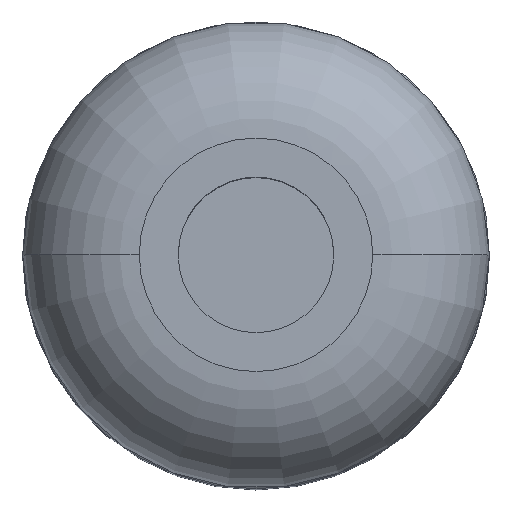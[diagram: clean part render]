
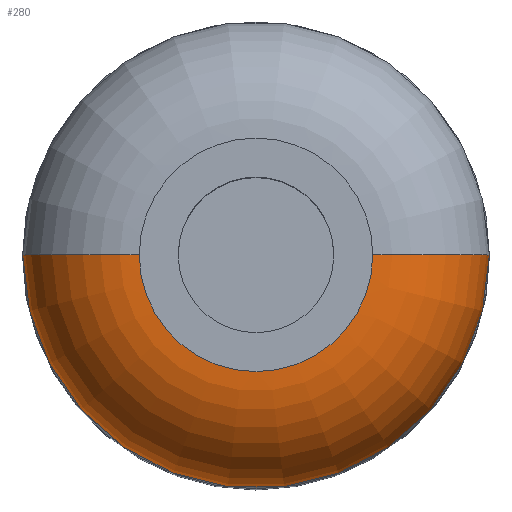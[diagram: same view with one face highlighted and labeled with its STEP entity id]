
A CAD part, top view. The second image highlights one B-rep face of the part: STEP entity #280.
In plain terms, the highlighted toroidal (fillet/blend) face has major radius 3 mm and minor radius 3 mm.
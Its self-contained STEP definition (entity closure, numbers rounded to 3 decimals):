
#12 = CARTESIAN_POINT ( 'NONE',  ( 0., 0., 24. ) ) ;
#24 = CIRCLE ( 'NONE', #297, 4.713 ) ;
#26 = DIRECTION ( 'NONE',  ( 0., 0., 1. ) ) ;
#36 = EDGE_CURVE ( 'NONE', #355, #397, #24, .T. ) ;
#44 = DIRECTION ( 'NONE',  ( 0., -1., 0. ) ) ;
#48 = AXIS2_PLACEMENT_3D ( 'NONE', #266, #149, #391 ) ;
#57 = AXIS2_PLACEMENT_3D ( 'NONE', #320, #44, #291 ) ;
#63 = CARTESIAN_POINT ( 'NONE',  ( 0., 0., 21.537 ) ) ;
#66 = EDGE_CURVE ( 'NONE', #355, #349, #305, .T. ) ;
#67 = DIRECTION ( 'NONE',  ( 0., 0., 1. ) ) ;
#68 = CIRCLE ( 'NONE', #99, 3. ) ;
#99 = AXIS2_PLACEMENT_3D ( 'NONE', #315, #67, #192 ) ;
#142 = ORIENTED_EDGE ( 'NONE', *, *, #200, .F. ) ;
#145 = DIRECTION ( 'NONE',  ( 0., 0., 1. ) ) ;
#147 = ORIENTED_EDGE ( 'NONE', *, *, #66, .F. ) ;
#149 = DIRECTION ( 'NONE',  ( 0., 1., 0. ) ) ;
#170 = TOROIDAL_SURFACE ( 'NONE', #183, 3., 3. ) ;
#172 = CARTESIAN_POINT ( 'NONE',  ( 3., 0., 27. ) ) ;
#183 = AXIS2_PLACEMENT_3D ( 'NONE', #12, #145, #265 ) ;
#192 = DIRECTION ( 'NONE',  ( 1., 0., 0. ) ) ;
#200 = EDGE_CURVE ( 'NONE', #349, #394, #68, .T. ) ;
#202 = EDGE_LOOP ( 'NONE', ( #147, #258, #212, #142 ) ) ;
#212 = ORIENTED_EDGE ( 'NONE', *, *, #322, .T. ) ;
#227 = CARTESIAN_POINT ( 'NONE',  ( 4.713, 0., 21.537 ) ) ;
#233 = CARTESIAN_POINT ( 'NONE',  ( -3., 0., 27. ) ) ;
#258 = ORIENTED_EDGE ( 'NONE', *, *, #36, .T. ) ;
#265 = DIRECTION ( 'NONE',  ( 1., 0., 0. ) ) ;
#266 = CARTESIAN_POINT ( 'NONE',  ( -3., 0., 24. ) ) ;
#280 = ADVANCED_FACE ( 'NONE', ( #348 ), #170, .T. ) ;
#291 = DIRECTION ( 'NONE',  ( 0., 0., -1. ) ) ;
#297 = AXIS2_PLACEMENT_3D ( 'NONE', #63, #26, #396 ) ;
#305 = CIRCLE ( 'NONE', #48, 3. ) ;
#315 = CARTESIAN_POINT ( 'NONE',  ( 0., 0., 27. ) ) ;
#320 = CARTESIAN_POINT ( 'NONE',  ( 3., 0., 24. ) ) ;
#322 = EDGE_CURVE ( 'NONE', #397, #394, #407, .T. ) ;
#348 = FACE_OUTER_BOUND ( 'NONE', #202, .T. ) ;
#349 = VERTEX_POINT ( 'NONE', #233 ) ;
#352 = CARTESIAN_POINT ( 'NONE',  ( -4.713, 0., 21.537 ) ) ;
#355 = VERTEX_POINT ( 'NONE', #352 ) ;
#391 = DIRECTION ( 'NONE',  ( -1., 0., 0. ) ) ;
#394 = VERTEX_POINT ( 'NONE', #172 ) ;
#396 = DIRECTION ( 'NONE',  ( 1., 0., 0. ) ) ;
#397 = VERTEX_POINT ( 'NONE', #227 ) ;
#407 = CIRCLE ( 'NONE', #57, 3. ) ;
